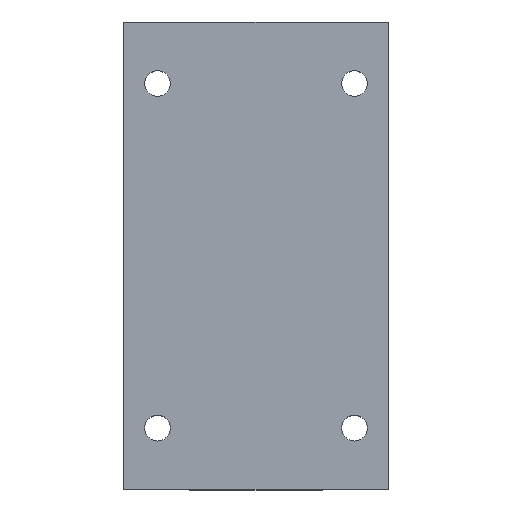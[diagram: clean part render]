
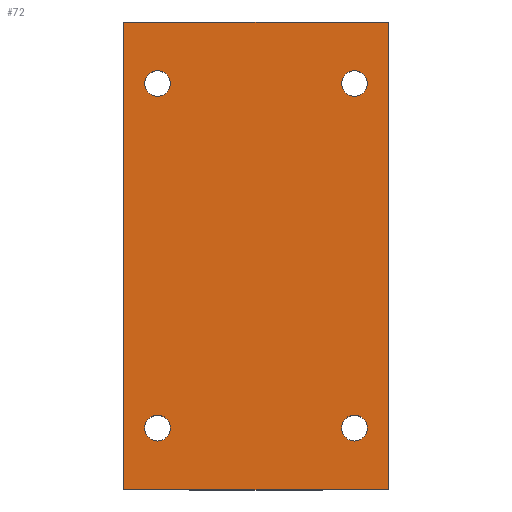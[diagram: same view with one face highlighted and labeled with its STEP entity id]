
A CAD part, top view. The second image highlights one B-rep face of the part: STEP entity #72.
In plain terms, the highlighted planar face has unit normal (0, 0, 1).
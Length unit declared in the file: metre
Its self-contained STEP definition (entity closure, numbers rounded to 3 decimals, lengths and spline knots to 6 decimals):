
#72 = ADVANCED_FACE( '', ( #167, #168, #169, #170, #171 ), #172, .T. );
#167 = FACE_BOUND( '', #298, .T. );
#168 = FACE_BOUND( '', #299, .T. );
#169 = FACE_BOUND( '', #300, .T. );
#170 = FACE_BOUND( '', #301, .T. );
#171 = FACE_OUTER_BOUND( '', #302, .T. );
#172 = PLANE( '', #303 );
#298 = EDGE_LOOP( '', ( #457 ) );
#299 = EDGE_LOOP( '', ( #458 ) );
#300 = EDGE_LOOP( '', ( #459 ) );
#301 = EDGE_LOOP( '', ( #460 ) );
#302 = EDGE_LOOP( '', ( #461, #462, #463, #464 ) );
#303 = AXIS2_PLACEMENT_3D( '', #465, #466, #467 );
#457 = ORIENTED_EDGE( '', *, *, #733, .F. );
#458 = ORIENTED_EDGE( '', *, *, #735, .F. );
#459 = ORIENTED_EDGE( '', *, *, #730, .F. );
#460 = ORIENTED_EDGE( '', *, *, #736, .F. );
#461 = ORIENTED_EDGE( '', *, *, #737, .F. );
#462 = ORIENTED_EDGE( '', *, *, #713, .F. );
#463 = ORIENTED_EDGE( '', *, *, #738, .T. );
#464 = ORIENTED_EDGE( '', *, *, #739, .T. );
#465 = CARTESIAN_POINT( '', ( -0.0215, -0.038, 0.0165 ) );
#466 = DIRECTION( '', ( 0., 0., 1. ) );
#467 = DIRECTION( '', ( 1., 0., 0. ) );
#713 = EDGE_CURVE( '', #840, #842, #843, .T. );
#730 = EDGE_CURVE( '', #871, #871, #872, .T. );
#733 = EDGE_CURVE( '', #876, #876, #877, .T. );
#735 = EDGE_CURVE( '', #879, #879, #880, .T. );
#736 = EDGE_CURVE( '', #881, #881, #882, .T. );
#737 = EDGE_CURVE( '', #842, #883, #884, .T. );
#738 = EDGE_CURVE( '', #840, #885, #886, .T. );
#739 = EDGE_CURVE( '', #885, #883, #887, .T. );
#840 = VERTEX_POINT( '', #1025 );
#842 = VERTEX_POINT( '', #1028 );
#843 = LINE( '', #1029, #1030 );
#871 = VERTEX_POINT( '', #1068 );
#872 = CIRCLE( '', #1069, 0.0021 );
#876 = VERTEX_POINT( '', #1073 );
#877 = CIRCLE( '', #1074, 0.0021 );
#879 = VERTEX_POINT( '', #1076 );
#880 = CIRCLE( '', #1077, 0.0021 );
#881 = VERTEX_POINT( '', #1078 );
#882 = CIRCLE( '', #1079, 0.0021 );
#883 = VERTEX_POINT( '', #1080 );
#884 = LINE( '', #1081, #1082 );
#885 = VERTEX_POINT( '', #1083 );
#886 = LINE( '', #1084, #1085 );
#887 = LINE( '', #1086, #1087 );
#1025 = CARTESIAN_POINT( '', ( -0.0215, -0.038, 0.0165 ) );
#1028 = CARTESIAN_POINT( '', ( -0.0215, 0.038, 0.0165 ) );
#1029 = CARTESIAN_POINT( '', ( -0.0215, -0.038, 0.0165 ) );
#1030 = VECTOR( '', #1297, 1. );
#1068 = CARTESIAN_POINT( '', ( 0.0181, -0.028, 0.0165 ) );
#1069 = AXIS2_PLACEMENT_3D( '', #1317, #1318, #1319 );
#1073 = CARTESIAN_POINT( '', ( -0.0139, 0.028, 0.0165 ) );
#1074 = AXIS2_PLACEMENT_3D( '', #1323, #1324, #1325 );
#1076 = CARTESIAN_POINT( '', ( -0.0139, -0.028, 0.0165 ) );
#1077 = AXIS2_PLACEMENT_3D( '', #1326, #1327, #1328 );
#1078 = CARTESIAN_POINT( '', ( 0.0181, 0.028, 0.0165 ) );
#1079 = AXIS2_PLACEMENT_3D( '', #1329, #1330, #1331 );
#1080 = CARTESIAN_POINT( '', ( 0.0215, 0.038, 0.0165 ) );
#1081 = CARTESIAN_POINT( '', ( -0.0215, 0.038, 0.0165 ) );
#1082 = VECTOR( '', #1332, 1. );
#1083 = CARTESIAN_POINT( '', ( 0.0215, -0.038, 0.0165 ) );
#1084 = CARTESIAN_POINT( '', ( -0.0215, -0.038, 0.0165 ) );
#1085 = VECTOR( '', #1333, 1. );
#1086 = CARTESIAN_POINT( '', ( 0.0215, -0.038, 0.0165 ) );
#1087 = VECTOR( '', #1334, 1. );
#1297 = DIRECTION( '', ( 0., 1., 0. ) );
#1317 = CARTESIAN_POINT( '', ( 0.016, -0.028, 0.0165 ) );
#1318 = DIRECTION( '', ( 0., 0., 1. ) );
#1319 = DIRECTION( '', ( 1., 0., 0. ) );
#1323 = CARTESIAN_POINT( '', ( -0.016, 0.028, 0.0165 ) );
#1324 = DIRECTION( '', ( 0., 0., 1. ) );
#1325 = DIRECTION( '', ( 1., 0., 0. ) );
#1326 = CARTESIAN_POINT( '', ( -0.016, -0.028, 0.0165 ) );
#1327 = DIRECTION( '', ( 0., 0., 1. ) );
#1328 = DIRECTION( '', ( 1., 0., 0. ) );
#1329 = CARTESIAN_POINT( '', ( 0.016, 0.028, 0.0165 ) );
#1330 = DIRECTION( '', ( 0., 0., 1. ) );
#1331 = DIRECTION( '', ( 1., 0., 0. ) );
#1332 = DIRECTION( '', ( 1., 0., 0. ) );
#1333 = DIRECTION( '', ( 1., 0., 0. ) );
#1334 = DIRECTION( '', ( 0., 1., 0. ) );
